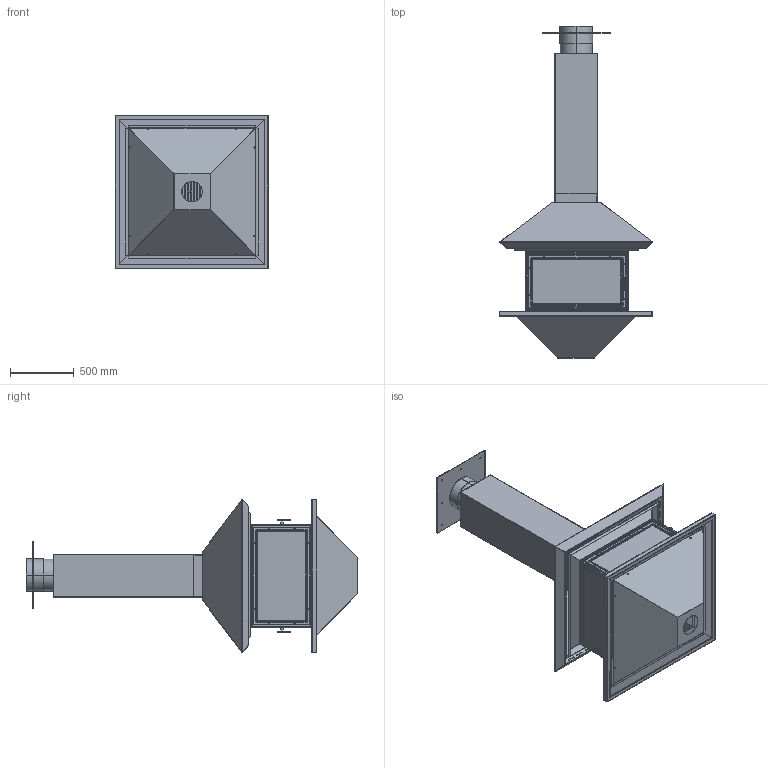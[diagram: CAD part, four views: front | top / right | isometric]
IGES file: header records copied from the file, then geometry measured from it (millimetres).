
Start section: SolidWorks IGES file using analytic representation for surfaces
Global section: file name: Gaia_T.IGS; native system: SolidWorks 2016; preprocessor: SolidWorks 2016; author: xmolist; date: 180727.140912; units: millimetre
Bounding box: 1204.58 x 2600 x 1202.89 mm (x, y, z)
Surface area: 26146299 mm2 (no closed solid volume)
Topology: 0 solids, 0 shells, 3030 faces, 32282 edges, 32278 vertices
Faces by surface type: bspline 2032, revolution 998
